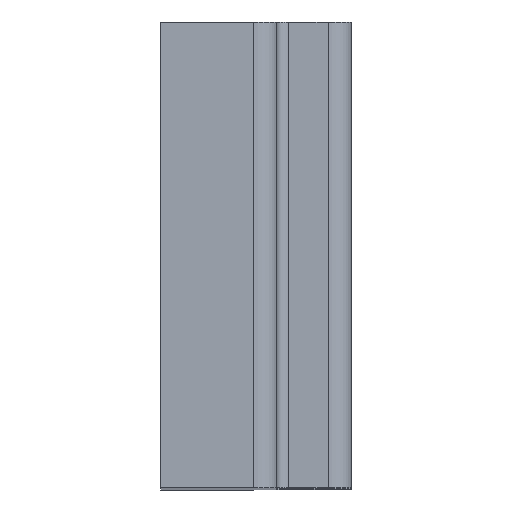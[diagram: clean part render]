
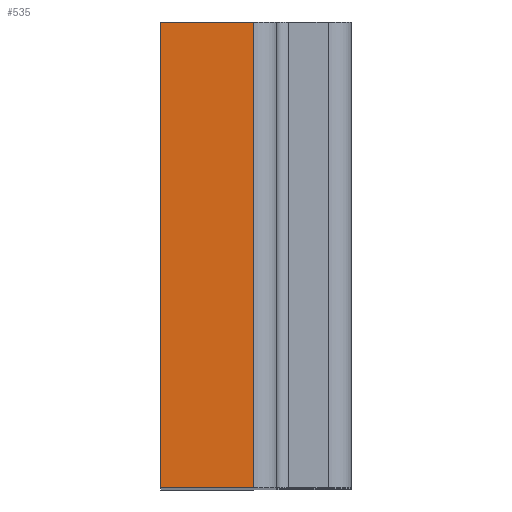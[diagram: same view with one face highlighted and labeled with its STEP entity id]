
A CAD part, top view. The second image highlights one B-rep face of the part: STEP entity #535.
In plain terms, the highlighted planar face has unit normal (0, 0, 1).
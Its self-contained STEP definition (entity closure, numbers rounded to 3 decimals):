
#34 = EDGE_CURVE ( 'NONE', #540, #1453, #769, .T. ) ;
#88 = ORIENTED_EDGE ( 'NONE', *, *, #549, .F. ) ;
#111 = EDGE_CURVE ( 'NONE', #1090, #540, #992, .T. ) ;
#142 = LINE ( 'NONE', #157, #1212 ) ;
#152 = PLANE ( 'NONE',  #464 ) ;
#157 = CARTESIAN_POINT ( 'NONE',  ( 4., 20., 30. ) ) ;
#161 = DIRECTION ( 'NONE',  ( -1., 0., 0. ) ) ;
#200 = VECTOR ( 'NONE', #1000, 1000. ) ;
#325 = LINE ( 'NONE', #786, #863 ) ;
#408 = CARTESIAN_POINT ( 'NONE',  ( 0., 20., 30. ) ) ;
#420 = CARTESIAN_POINT ( 'NONE',  ( 4., 20., 30. ) ) ;
#450 = EDGE_LOOP ( 'NONE', ( #793, #979, #88, #1634 ) ) ;
#464 = AXIS2_PLACEMENT_3D ( 'NONE', #408, #1280, #161 ) ;
#531 = FACE_OUTER_BOUND ( 'NONE', #450, .T. ) ;
#535 = ADVANCED_FACE ( 'NONE', ( #531 ), #152, .F. ) ;
#540 = VERTEX_POINT ( 'NONE', #1310 ) ;
#549 = EDGE_CURVE ( 'NONE', #1090, #1497, #325, .T. ) ;
#612 = CARTESIAN_POINT ( 'NONE',  ( 0., 20., 30. ) ) ;
#728 = CARTESIAN_POINT ( 'NONE',  ( 0., 20., 30. ) ) ;
#769 = LINE ( 'NONE', #881, #200 ) ;
#786 = CARTESIAN_POINT ( 'NONE',  ( 0., 20., 30. ) ) ;
#793 = ORIENTED_EDGE ( 'NONE', *, *, #34, .T. ) ;
#863 = VECTOR ( 'NONE', #1301, 1000. ) ;
#881 = CARTESIAN_POINT ( 'NONE',  ( 0., 0., 30. ) ) ;
#912 = DIRECTION ( 'NONE',  ( 0., 1., 0. ) ) ;
#979 = ORIENTED_EDGE ( 'NONE', *, *, #1378, .T. ) ;
#992 = LINE ( 'NONE', #728, #1469 ) ;
#1000 = DIRECTION ( 'NONE',  ( 1., 0., 0. ) ) ;
#1090 = VERTEX_POINT ( 'NONE', #612 ) ;
#1095 = DIRECTION ( 'NONE',  ( 0., -1., 0. ) ) ;
#1172 = CARTESIAN_POINT ( 'NONE',  ( 4., 0., 30. ) ) ;
#1212 = VECTOR ( 'NONE', #912, 1000. ) ;
#1280 = DIRECTION ( 'NONE',  ( 0., 0., -1. ) ) ;
#1301 = DIRECTION ( 'NONE',  ( 1., 0., 0. ) ) ;
#1310 = CARTESIAN_POINT ( 'NONE',  ( 0., 0., 30. ) ) ;
#1378 = EDGE_CURVE ( 'NONE', #1453, #1497, #142, .T. ) ;
#1453 = VERTEX_POINT ( 'NONE', #1172 ) ;
#1469 = VECTOR ( 'NONE', #1095, 1000. ) ;
#1497 = VERTEX_POINT ( 'NONE', #420 ) ;
#1634 = ORIENTED_EDGE ( 'NONE', *, *, #111, .T. ) ;
